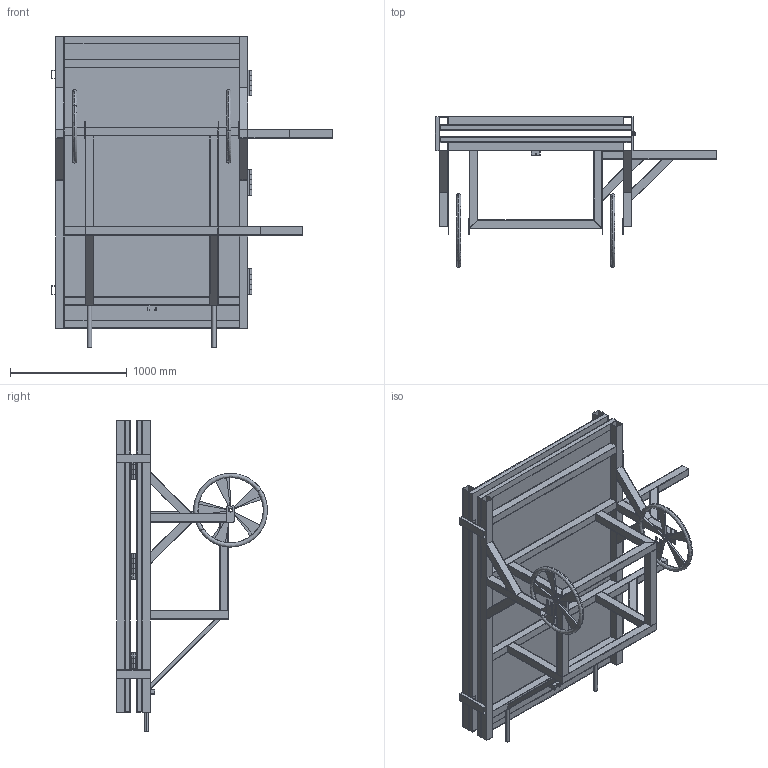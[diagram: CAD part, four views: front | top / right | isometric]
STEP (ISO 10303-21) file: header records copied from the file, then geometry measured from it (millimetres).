
FILE_DESCRIPTION(('FreeCAD Model'),'2;1');
FILE_NAME('Open CASCADE Shape Model','2025-05-29T21:37:39',('FreeCAD'),( 'FreeCAD'),'Open CASCADE STEP processor 7.6','FreeCAD','Unknown');
FILE_SCHEMA(('AUTOMOTIVE_DESIGN { 1 0 10303 214 1 1 1 1 }'));
Length unit declared in the file: millimetre
Products named in the file (1): Open CASCADE STEP translator 7.6 1
Bounding box: 2411.69 x 1293.71 x 2668.99 mm (x, y, z)
Volume: 71881660.8 mm3; surface area: 41202943.6 mm2
Topology: 55 solids, 55 shells, 1037 faces, 2741 edges, 1814 vertices
Faces by surface type: bspline 1037
Entity records: 30767 total; most frequent: CARTESIAN_POINT 14817, ORIENTED_EDGE 5482, EDGE_CURVE 2741, VERTEX_POINT 1814, B_SPLINE_CURVE_WITH_KNOTS 1767, FACE_BOUND 1217, EDGE_LOOP 1217, ADVANCED_FACE 1037
